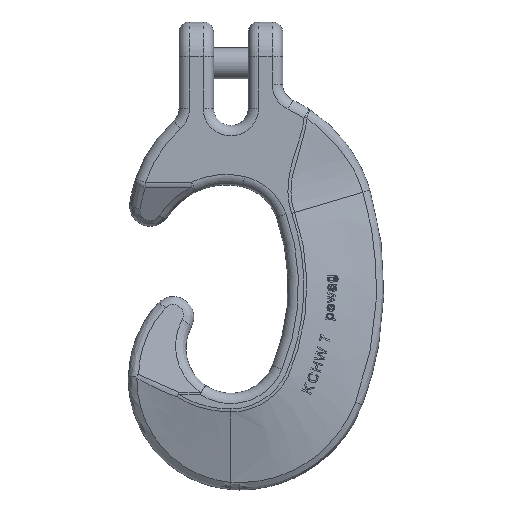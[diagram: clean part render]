
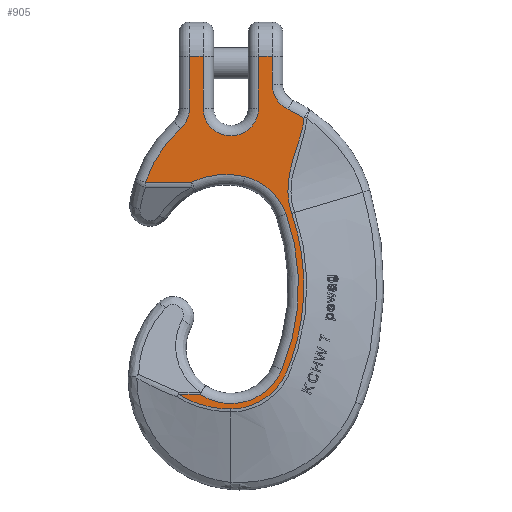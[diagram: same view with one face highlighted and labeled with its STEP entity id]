
A CAD part, top view. The second image highlights one B-rep face of the part: STEP entity #905.
In plain terms, the highlighted planar face has unit normal (0, 0, 1).
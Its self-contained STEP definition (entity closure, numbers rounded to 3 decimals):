
#235=PLANE('',#4749);
#330=CIRCLE('',#4740,39.);
#331=CIRCLE('',#4741,8.);
#332=CIRCLE('',#4742,8.);
#333=CIRCLE('',#4743,8.);
#334=CIRCLE('',#4744,37.);
#335=CIRCLE('',#4745,23.);
#336=CIRCLE('',#4746,17.);
#337=CIRCLE('',#4747,63.);
#338=CIRCLE('',#4748,16.);
#436=LINE('',#7152,#631);
#437=LINE('',#7192,#632);
#438=LINE('',#7194,#633);
#439=LINE('',#7196,#634);
#440=LINE('',#7200,#635);
#441=LINE('',#7202,#636);
#442=LINE('',#7204,#637);
#443=LINE('',#7210,#638);
#631=VECTOR('',#5026,1.);
#632=VECTOR('',#5031,1.);
#633=VECTOR('',#5032,1.);
#634=VECTOR('',#5033,1.);
#635=VECTOR('',#5036,1.);
#636=VECTOR('',#5037,1.);
#637=VECTOR('',#5038,1.);
#638=VECTOR('',#5043,1.);
#905=ADVANCED_FACE('',(#1187),#235,.T.);
#1187=FACE_OUTER_BOUND('',#1490,.T.);
#1490=EDGE_LOOP('',(#1907,#1908,#1909,#1910,#1911,#1912,#1913,#1914,#1915,
#1916,#1917,#1918,#1919,#1920,#1921,#1922,#1923,#1924,#1925,#1926));
#1907=ORIENTED_EDGE('',*,*,#3735,.T.);
#1908=ORIENTED_EDGE('',*,*,#3736,.T.);
#1909=ORIENTED_EDGE('',*,*,#3737,.T.);
#1910=ORIENTED_EDGE('',*,*,#3738,.T.);
#1911=ORIENTED_EDGE('',*,*,#3739,.T.);
#1912=ORIENTED_EDGE('',*,*,#3740,.T.);
#1913=ORIENTED_EDGE('',*,*,#3741,.T.);
#1914=ORIENTED_EDGE('',*,*,#3742,.T.);
#1915=ORIENTED_EDGE('',*,*,#3743,.T.);
#1916=ORIENTED_EDGE('',*,*,#3744,.T.);
#1917=ORIENTED_EDGE('',*,*,#3745,.T.);
#1918=ORIENTED_EDGE('',*,*,#3746,.T.);
#1919=ORIENTED_EDGE('',*,*,#3747,.T.);
#1920=ORIENTED_EDGE('',*,*,#3748,.T.);
#1921=ORIENTED_EDGE('',*,*,#3749,.T.);
#1922=ORIENTED_EDGE('',*,*,#3750,.T.);
#1923=ORIENTED_EDGE('',*,*,#3751,.T.);
#1924=ORIENTED_EDGE('',*,*,#3752,.T.);
#1925=ORIENTED_EDGE('',*,*,#3753,.T.);
#1926=ORIENTED_EDGE('',*,*,#3754,.T.);
#3293=VERTEX_POINT('',#7153);
#3294=VERTEX_POINT('',#7154);
#3295=VERTEX_POINT('',#7161);
#3296=VERTEX_POINT('',#7174);
#3297=VERTEX_POINT('',#7187);
#3298=VERTEX_POINT('',#7189);
#3299=VERTEX_POINT('',#7191);
#3300=VERTEX_POINT('',#7193);
#3301=VERTEX_POINT('',#7195);
#3302=VERTEX_POINT('',#7197);
#3303=VERTEX_POINT('',#7199);
#3304=VERTEX_POINT('',#7201);
#3305=VERTEX_POINT('',#7203);
#3306=VERTEX_POINT('',#7205);
#3307=VERTEX_POINT('',#7207);
#3308=VERTEX_POINT('',#7209);
#3309=VERTEX_POINT('',#7211);
#3310=VERTEX_POINT('',#7213);
#3311=VERTEX_POINT('',#7215);
#3312=VERTEX_POINT('',#7217);
#3735=EDGE_CURVE('',#3293,#3294,#436,.T.);
#3736=EDGE_CURVE('',#3294,#3295,#4428,.T.);
#3737=EDGE_CURVE('',#3295,#3296,#4429,.T.);
#3738=EDGE_CURVE('',#3296,#3297,#4430,.T.);
#3739=EDGE_CURVE('',#3297,#3298,#330,.T.);
#3740=EDGE_CURVE('',#3298,#3299,#331,.T.);
#3741=EDGE_CURVE('',#3299,#3300,#437,.T.);
#3742=EDGE_CURVE('',#3300,#3301,#438,.T.);
#3743=EDGE_CURVE('',#3301,#3302,#439,.T.);
#3744=EDGE_CURVE('',#3302,#3303,#332,.T.);
#3745=EDGE_CURVE('',#3303,#3304,#440,.T.);
#3746=EDGE_CURVE('',#3304,#3305,#441,.T.);
#3747=EDGE_CURVE('',#3305,#3306,#442,.T.);
#3748=EDGE_CURVE('',#3306,#3307,#333,.T.);
#3749=EDGE_CURVE('',#3307,#3308,#334,.T.);
#3750=EDGE_CURVE('',#3308,#3309,#443,.T.);
#3751=EDGE_CURVE('',#3309,#3310,#335,.T.);
#3752=EDGE_CURVE('',#3310,#3311,#336,.T.);
#3753=EDGE_CURVE('',#3311,#3312,#337,.T.);
#3754=EDGE_CURVE('',#3312,#3293,#338,.T.);
#4428=B_SPLINE_CURVE_WITH_KNOTS('',3,(#7155,#7156,#7157,#7158,#7159,#7160),
.UNSPECIFIED.,.F.,.F.,(4,2,4),(0.,0.5,1.),.UNSPECIFIED.);
#4429=B_SPLINE_CURVE_WITH_KNOTS('',3,(#7162,#7163,#7164,#7165,#7166,#7167,
#7168,#7169,#7170,#7171,#7172,#7173),.UNSPECIFIED.,.F.,.F.,(4,2,2,2,2,4),
(0.,0.25,0.375,0.5,0.75,1.),.UNSPECIFIED.);
#4430=B_SPLINE_CURVE_WITH_KNOTS('',3,(#7175,#7176,#7177,#7178,#7179,#7180,
#7181,#7182,#7183,#7184,#7185,#7186),.UNSPECIFIED.,.F.,.F.,(4,2,2,2,2,4),
(0.,0.25,0.5,0.75,0.875,1.),.UNSPECIFIED.);
#4740=AXIS2_PLACEMENT_3D('',#7188,#5027,#5028);
#4741=AXIS2_PLACEMENT_3D('',#7190,#5029,#5030);
#4742=AXIS2_PLACEMENT_3D('',#7198,#5034,#5035);
#4743=AXIS2_PLACEMENT_3D('',#7206,#5039,#5040);
#4744=AXIS2_PLACEMENT_3D('',#7208,#5041,#5042);
#4745=AXIS2_PLACEMENT_3D('',#7212,#5044,#5045);
#4746=AXIS2_PLACEMENT_3D('',#7214,#5046,#5047);
#4747=AXIS2_PLACEMENT_3D('',#7216,#5048,#5049);
#4748=AXIS2_PLACEMENT_3D('',#7218,#5050,#5051);
#4749=AXIS2_PLACEMENT_3D('',#7219,#5052,#5053);
#5026=DIRECTION('',(-1.,0.,0.));
#5027=DIRECTION('',(0.,0.,1.));
#5028=DIRECTION('',(1.,0.,0.));
#5029=DIRECTION('',(0.,0.,-1.));
#5030=DIRECTION('',(1.,0.,0.));
#5031=DIRECTION('',(0.,1.,0.));
#5032=DIRECTION('',(-1.,0.,0.));
#5033=DIRECTION('',(0.,-1.,0.));
#5034=DIRECTION('',(0.,0.,-1.));
#5035=DIRECTION('',(1.,0.,0.));
#5036=DIRECTION('',(0.,1.,0.));
#5037=DIRECTION('',(-1.,0.,0.));
#5038=DIRECTION('',(0.,-1.,0.));
#5039=DIRECTION('',(0.,0.,-1.));
#5040=DIRECTION('',(1.,0.,0.));
#5041=DIRECTION('',(0.,0.,1.));
#5042=DIRECTION('',(1.,0.,0.));
#5043=DIRECTION('',(1.,0.,0.));
#5044=DIRECTION('',(0.,0.,-1.));
#5045=DIRECTION('',(1.,0.,0.));
#5046=DIRECTION('',(0.,0.,-1.));
#5047=DIRECTION('',(1.,0.,0.));
#5048=DIRECTION('',(0.,0.,-1.));
#5049=DIRECTION('',(1.,0.,0.));
#5050=DIRECTION('',(0.,0.,-1.));
#5051=DIRECTION('',(1.,0.,0.));
#5052=DIRECTION('',(0.,0.,1.));
#5053=DIRECTION('',(1.,0.,0.));
#7152=CARTESIAN_POINT('',(-16.401,-0.341,10.));
#7153=CARTESIAN_POINT('',(-8.834,-0.341,10.));
#7154=CARTESIAN_POINT('',(-15.106,-0.341,10.));
#7155=CARTESIAN_POINT('',(-15.106,-0.341,10.));
#7156=CARTESIAN_POINT('',(-12.851,-1.771,10.));
#7157=CARTESIAN_POINT('',(-10.386,-2.829,10.));
#7158=CARTESIAN_POINT('',(-5.276,-4.214,10.));
#7159=CARTESIAN_POINT('',(-2.663,-4.546,10.));
#7160=CARTESIAN_POINT('',(0.002,-4.552,10.));
#7161=CARTESIAN_POINT('',(0.002,-4.551,10.));
#7162=CARTESIAN_POINT('',(0.002,-4.551,10.));
#7163=CARTESIAN_POINT('',(5.7,-4.568,10.));
#7164=CARTESIAN_POINT('',(11.216,-1.67,10.));
#7165=CARTESIAN_POINT('',(16.009,5.341,10.));
#7166=CARTESIAN_POINT('',(16.97,8.047,10.));
#7167=CARTESIAN_POINT('',(18.75,13.406,10.));
#7168=CARTESIAN_POINT('',(19.451,16.118,10.));
#7169=CARTESIAN_POINT('',(21.022,24.343,10.));
#7170=CARTESIAN_POINT('',(21.362,30.025,10.));
#7171=CARTESIAN_POINT('',(20.56,41.207,10.));
#7172=CARTESIAN_POINT('',(19.478,46.685,10.));
#7173=CARTESIAN_POINT('',(17.614,52.033,10.));
#7174=CARTESIAN_POINT('',(17.613,52.032,10.));
#7175=CARTESIAN_POINT('',(17.613,52.032,10.));
#7176=CARTESIAN_POINT('',(16.83,54.277,10.));
#7177=CARTESIAN_POINT('',(16.487,56.634,10.));
#7178=CARTESIAN_POINT('',(16.547,61.348,10.));
#7179=CARTESIAN_POINT('',(16.935,63.665,10.));
#7180=CARTESIAN_POINT('',(18.082,68.252,10.));
#7181=CARTESIAN_POINT('',(18.842,70.497,10.));
#7182=CARTESIAN_POINT('',(19.935,73.876,10.));
#7183=CARTESIAN_POINT('',(20.296,75.004,10.));
#7184=CARTESIAN_POINT('',(20.868,77.297,10.));
#7185=CARTESIAN_POINT('',(21.1,78.458,10.));
#7186=CARTESIAN_POINT('',(21.071,79.687,10.));
#7187=CARTESIAN_POINT('',(21.071,79.687,10.));
#7188=CARTESIAN_POINT('',(0.,46.869,10.));
#7189=CARTESIAN_POINT('',(16.596,82.162,10.));
#7190=CARTESIAN_POINT('',(20.,89.401,10.));
#7191=CARTESIAN_POINT('',(12.,89.401,10.));
#7192=CARTESIAN_POINT('',(12.,97.5,10.));
#7193=CARTESIAN_POINT('',(12.,97.5,10.));
#7194=CARTESIAN_POINT('',(5.,97.5,10.));
#7195=CARTESIAN_POINT('',(8.,97.5,10.));
#7196=CARTESIAN_POINT('',(8.,82.5,10.));
#7197=CARTESIAN_POINT('',(8.,82.5,10.));
#7198=CARTESIAN_POINT('',(0.,82.5,10.));
#7199=CARTESIAN_POINT('',(-8.,82.5,10.));
#7200=CARTESIAN_POINT('',(-8.,97.5,10.));
#7201=CARTESIAN_POINT('',(-8.,97.5,10.));
#7202=CARTESIAN_POINT('',(-15.,97.5,10.));
#7203=CARTESIAN_POINT('',(-12.,97.5,10.));
#7204=CARTESIAN_POINT('',(-12.,82.5,10.));
#7205=CARTESIAN_POINT('',(-12.,82.5,10.));
#7206=CARTESIAN_POINT('',(-20.,82.5,10.));
#7207=CARTESIAN_POINT('',(-14.614,76.585,10.));
#7208=CARTESIAN_POINT('',(10.296,49.226,10.));
#7209=CARTESIAN_POINT('',(-24.747,61.1,10.));
#7210=CARTESIAN_POINT('',(10.296,61.1,10.));
#7211=CARTESIAN_POINT('',(-11.357,61.1,10.));
#7212=CARTESIAN_POINT('',(-1.404,40.365,10.));
#7213=CARTESIAN_POINT('',(3.978,62.727,10.));
#7214=CARTESIAN_POINT('',(0.,46.199,10.));
#7215=CARTESIAN_POINT('',(16.045,51.816,10.));
#7216=CARTESIAN_POINT('',(-43.417,31.,10.));
#7217=CARTESIAN_POINT('',(14.78,6.872,10.));
#7218=CARTESIAN_POINT('',(0.,13.,10.));
#7219=CARTESIAN_POINT('',(10.296,49.226,10.));
